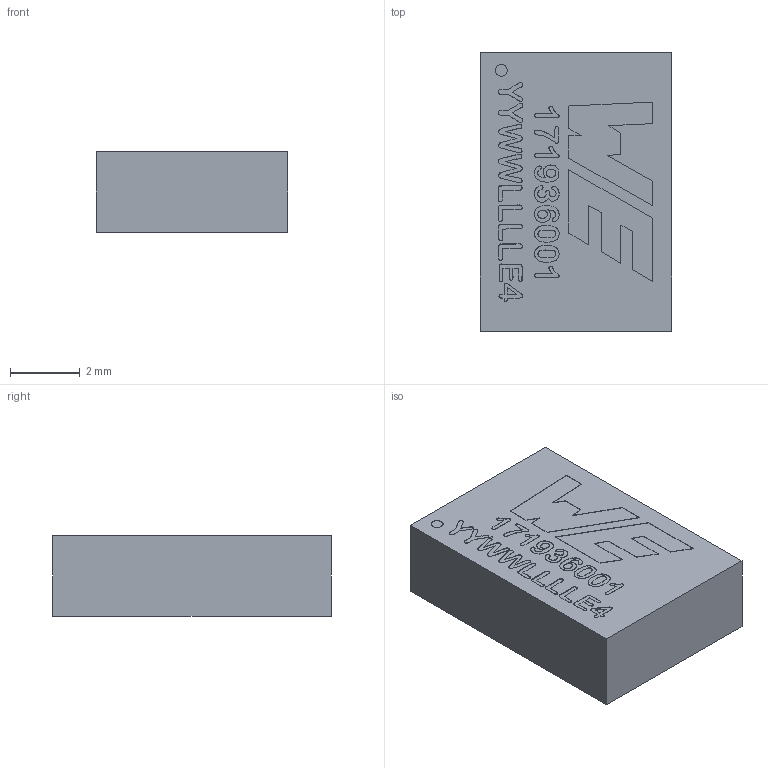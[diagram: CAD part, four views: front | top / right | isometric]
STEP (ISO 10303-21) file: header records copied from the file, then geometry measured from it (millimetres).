
FILE_DESCRIPTION(/* description */ ('Unknown'),/* implementation_level */ '2;1');
FILE_NAME(/* name */ 'U_Wurth_WPME-VDMM_171936001',/* time_stamp */ '2024-10-25T09:48:33+08:00',/* author */ ('Unknown'),/* organization */ ('Unknown'),/* preprocessor_version */ 'ST-DEVELOPER v16.7',/* originating_system */ 'Solid Edge',/* authorisation */ 'Unknown');
FILE_SCHEMA (('AUTOMOTIVE_DESIGN {1 0 10303 214 3 1 1}'));
Length unit declared in the file: millimetre
Products named in the file (2): U_Wurth_WPME-VDMM_171936001
Assembly tree (1 placements, depth 2):
  U_Wurth_WPME-VDMM_171936001
    U_Wurth_WPME-VDMM_171936001
Bounding box: 5.5 x 8 x 2.32 mm (x, y, z)
Volume: 101.9 mm3; surface area: 151.6 mm2
Topology: 1 solids, 1 shells, 139 faces, 273 edges, 175 vertices
Faces by surface type: plane 86, bspline 40, cylinder 13
Full cylindrical faces by diameter (mm): 0.345 x1, 0.75 x12
Entity records: 6164 total; most frequent: CARTESIAN_POINT 2617, ORIENTED_EDGE 508, DIRECTION 397, EDGE_CURVE 254, EDGE_LOOP 197, FACE_BOUND 197, VERTEX_POINT 175, LINE 143
